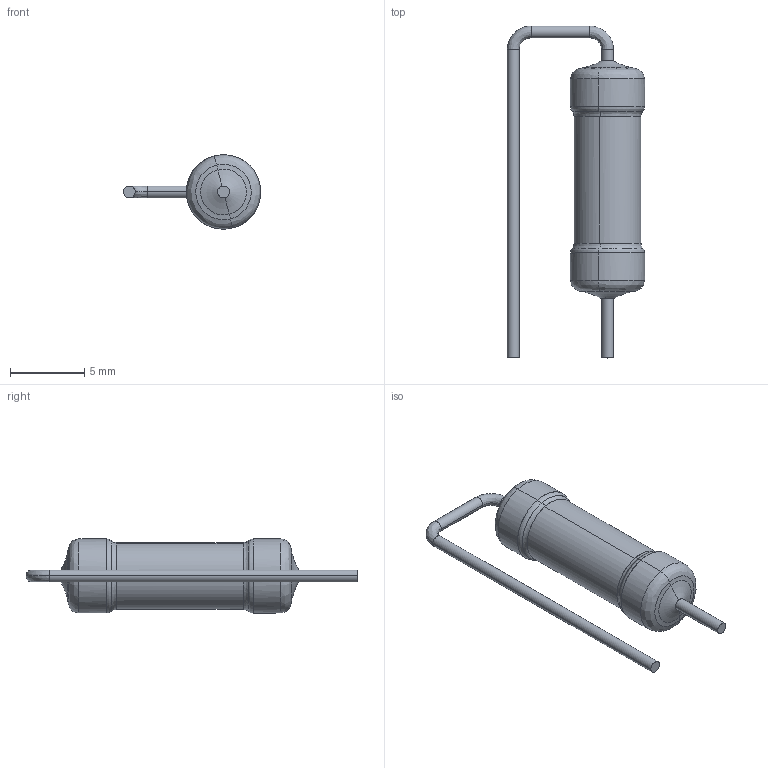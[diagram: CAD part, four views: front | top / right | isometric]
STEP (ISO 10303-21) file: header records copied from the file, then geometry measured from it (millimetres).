
FILE_DESCRIPTION (( 'STEP AP214' ), '1' );
FILE_NAME ('User Library-RES 2W -V L=15 D=5 d=0,8 Pin2Pin=6,35.STEP', '2015-02-17T13:06:58', ( 'Windows User' ), ( '' ), 'SwSTEP 2.0', 'SolidWorks 2015', '' );
FILE_SCHEMA (( 'AUTOMOTIVE_DESIGN' ));
Length unit declared in the file: millimetre
Products named in the file (3): User Library-RES 2W -V  L=15 D=5 d=0,8 Pin2Pin=6,35__X2_043D043E0436043A0438_X0_; User Library-RES 2W -V  L=15 D=5 d=0,8 Pin2Pin=6,35_1; User Library-RES 2W -V  L=15 D=5 d=0,8 Pin2Pin=6,35
Assembly tree (2 placements, depth 2):
  User Library-RES 2W -V  L=15 D=5 d=0,8 Pin2Pin=6,35
    User Library-RES 2W -V  L=15 D=5 d=0,8 Pin2Pin=6,35_1
    User Library-RES 2W -V  L=15 D=5 d=0,8 Pin2Pin=6,35__X2_043D043E0436043A0438_X0_
Bounding box: 9.25 x 22.35 x 5 mm (x, y, z)
Volume: 24.7 mm3; surface area: 377.9 mm2
Topology: 1 solids, 16 shells, 40 faces, 116 edges, 80 vertices
Faces by surface type: bspline 16, cylinder 12, torus 8, plane 4
Entity records: 3024 total; most frequent: CARTESIAN_POINT 1557, DIRECTION 192, ORIENTED_EDGE 164, EDGE_CURVE 116, AXIS2_PLACEMENT_3D 90, VERTEX_POINT 80, CIRCLE 60, UNCERTAINTY_MEASURE_WITH_UNIT 46
